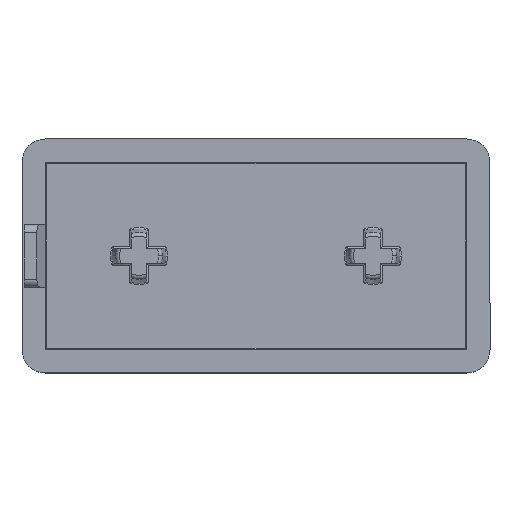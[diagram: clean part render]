
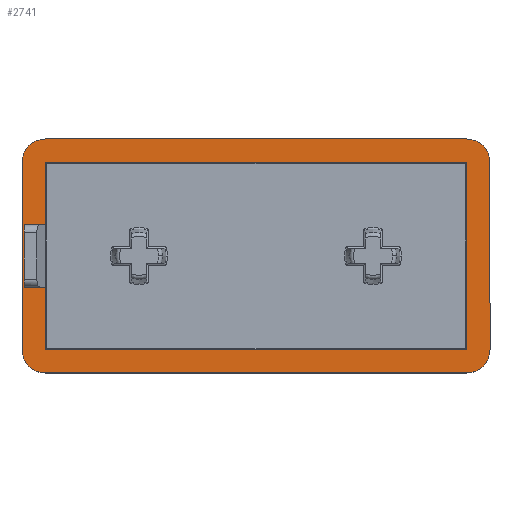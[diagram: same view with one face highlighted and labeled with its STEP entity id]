
A CAD part, top view. The second image highlights one B-rep face of the part: STEP entity #2741.
In plain terms, the highlighted planar face has unit normal (0, 0, 1).
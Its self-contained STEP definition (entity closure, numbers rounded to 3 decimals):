
#10 = CARTESIAN_POINT ( 'NONE',  ( 42., 12., 4. ) ) ;
#45 = LINE ( 'NONE', #1259, #1491 ) ;
#80 = ORIENTED_EDGE ( 'NONE', *, *, #627, .T. ) ;
#119 = LINE ( 'NONE', #246, #2730 ) ;
#121 = AXIS2_PLACEMENT_3D ( 'NONE', #1962, #451, #2212 ) ;
#126 = VERTEX_POINT ( 'NONE', #373 ) ;
#131 = LINE ( 'NONE', #3016, #300 ) ;
#177 = VERTEX_POINT ( 'NONE', #1861 ) ;
#234 = VERTEX_POINT ( 'NONE', #563 ) ;
#246 = CARTESIAN_POINT ( 'NONE',  ( -14.7, -15., 4. ) ) ;
#260 = ORIENTED_EDGE ( 'NONE', *, *, #2901, .F. ) ;
#266 = CARTESIAN_POINT ( 'NONE',  ( -12., 15., 4. ) ) ;
#280 = AXIS2_PLACEMENT_3D ( 'NONE', #433, #2198, #693 ) ;
#300 = VECTOR ( 'NONE', #1507, 1000. ) ;
#358 = CARTESIAN_POINT ( 'NONE',  ( 45., -4., 4. ) ) ;
#373 = CARTESIAN_POINT ( 'NONE',  ( -14.7, -4., 4. ) ) ;
#385 = LINE ( 'NONE', #1772, #1666 ) ;
#433 = CARTESIAN_POINT ( 'NONE',  ( -12., -12., 4. ) ) ;
#443 = EDGE_CURVE ( 'NONE', #126, #1173, #119, .T. ) ;
#451 = DIRECTION ( 'NONE',  ( 0., 0., 1. ) ) ;
#481 = EDGE_CURVE ( 'NONE', #626, #3250, #1010, .T. ) ;
#506 = VERTEX_POINT ( 'NONE', #2861 ) ;
#520 = VECTOR ( 'NONE', #1373, 1000. ) ;
#552 = DIRECTION ( 'NONE',  ( 0., 1., 0. ) ) ;
#556 = CARTESIAN_POINT ( 'NONE',  ( 42., -12., 4. ) ) ;
#563 = CARTESIAN_POINT ( 'NONE',  ( -12., 4., 4. ) ) ;
#567 = LINE ( 'NONE', #974, #1833 ) ;
#626 = VERTEX_POINT ( 'NONE', #774 ) ;
#627 = EDGE_CURVE ( 'NONE', #1646, #126, #1883, .T. ) ;
#650 = CARTESIAN_POINT ( 'NONE',  ( 42., 12., 4. ) ) ;
#671 = EDGE_CURVE ( 'NONE', #2766, #1011, #2455, .T. ) ;
#693 = DIRECTION ( 'NONE',  ( 1., 0., 0. ) ) ;
#759 = DIRECTION ( 'NONE',  ( 0., -1., 0. ) ) ;
#774 = CARTESIAN_POINT ( 'NONE',  ( 42., 12., 4. ) ) ;
#807 = DIRECTION ( 'NONE',  ( 1., 0., 0. ) ) ;
#865 = EDGE_CURVE ( 'NONE', #1646, #177, #567, .T. ) ;
#889 = CARTESIAN_POINT ( 'NONE',  ( -15., 15., 4. ) ) ;
#936 = VECTOR ( 'NONE', #1994, 1000. ) ;
#974 = CARTESIAN_POINT ( 'NONE',  ( -12., 12., 4. ) ) ;
#980 = ORIENTED_EDGE ( 'NONE', *, *, #2817, .T. ) ;
#981 = CIRCLE ( 'NONE', #2261, 3. ) ;
#1010 = LINE ( 'NONE', #3289, #936 ) ;
#1011 = VERTEX_POINT ( 'NONE', #2713 ) ;
#1022 = CARTESIAN_POINT ( 'NONE',  ( 45., -12., 4. ) ) ;
#1048 = VERTEX_POINT ( 'NONE', #2562 ) ;
#1076 = CARTESIAN_POINT ( 'NONE',  ( -12., 12., 4. ) ) ;
#1135 = VECTOR ( 'NONE', #2602, 1000. ) ;
#1143 = CARTESIAN_POINT ( 'NONE',  ( 42., 15., 4. ) ) ;
#1173 = VERTEX_POINT ( 'NONE', #1571 ) ;
#1249 = VECTOR ( 'NONE', #759, 1000. ) ;
#1259 = CARTESIAN_POINT ( 'NONE',  ( -15., -15., 4. ) ) ;
#1293 = DIRECTION ( 'NONE',  ( 0., 0., 1. ) ) ;
#1373 = DIRECTION ( 'NONE',  ( -1., 0., 0. ) ) ;
#1437 = ORIENTED_EDGE ( 'NONE', *, *, #3184, .T. ) ;
#1438 = VERTEX_POINT ( 'NONE', #3111 ) ;
#1440 = DIRECTION ( 'NONE',  ( 1., 0., 0. ) ) ;
#1449 = EDGE_CURVE ( 'NONE', #177, #1438, #2091, .T. ) ;
#1491 = VECTOR ( 'NONE', #3027, 1000. ) ;
#1507 = DIRECTION ( 'NONE',  ( 0., 1., 0. ) ) ;
#1522 = ORIENTED_EDGE ( 'NONE', *, *, #3161, .T. ) ;
#1571 = CARTESIAN_POINT ( 'NONE',  ( -14.7, 4., 4. ) ) ;
#1608 = EDGE_CURVE ( 'NONE', #1048, #1942, #2902, .T. ) ;
#1628 = CARTESIAN_POINT ( 'NONE',  ( -15., 15., 4. ) ) ;
#1646 = VERTEX_POINT ( 'NONE', #2165 ) ;
#1666 = VECTOR ( 'NONE', #3273, 1000. ) ;
#1670 = ORIENTED_EDGE ( 'NONE', *, *, #1608, .T. ) ;
#1698 = DIRECTION ( 'NONE',  ( 0., 0., 1. ) ) ;
#1724 = PLANE ( 'NONE',  #121 ) ;
#1734 = FACE_BOUND ( 'NONE', #1983, .T. ) ;
#1772 = CARTESIAN_POINT ( 'NONE',  ( 45., 4., 4. ) ) ;
#1784 = CARTESIAN_POINT ( 'NONE',  ( -12., 12., 4. ) ) ;
#1833 = VECTOR ( 'NONE', #2993, 1000. ) ;
#1843 = CARTESIAN_POINT ( 'NONE',  ( -12., -12., 4. ) ) ;
#1855 = VECTOR ( 'NONE', #552, 1000. ) ;
#1861 = CARTESIAN_POINT ( 'NONE',  ( -12., -12., 4. ) ) ;
#1883 = LINE ( 'NONE', #358, #520 ) ;
#1902 = ORIENTED_EDGE ( 'NONE', *, *, #671, .T. ) ;
#1942 = VERTEX_POINT ( 'NONE', #1143 ) ;
#1962 = CARTESIAN_POINT ( 'NONE',  ( 45., -15., 4. ) ) ;
#1983 = EDGE_LOOP ( 'NONE', ( #2811, #80, #3206, #1522, #260, #2289, #2446, #2489 ) ) ;
#1994 = DIRECTION ( 'NONE',  ( -1., 0., 0. ) ) ;
#2013 = VERTEX_POINT ( 'NONE', #2417 ) ;
#2088 = EDGE_CURVE ( 'NONE', #1011, #506, #2800, .T. ) ;
#2091 = LINE ( 'NONE', #1843, #2676 ) ;
#2123 = VECTOR ( 'NONE', #2385, 1000. ) ;
#2165 = CARTESIAN_POINT ( 'NONE',  ( -12., -4., 4. ) ) ;
#2178 = ORIENTED_EDGE ( 'NONE', *, *, #2835, .T. ) ;
#2198 = DIRECTION ( 'NONE',  ( 0., 0., 1. ) ) ;
#2212 = DIRECTION ( 'NONE',  ( 1., 0., 0. ) ) ;
#2221 = CIRCLE ( 'NONE', #3282, 3. ) ;
#2261 = AXIS2_PLACEMENT_3D ( 'NONE', #2809, #1293, #3059 ) ;
#2289 = ORIENTED_EDGE ( 'NONE', *, *, #481, .F. ) ;
#2316 = VERTEX_POINT ( 'NONE', #1022 ) ;
#2322 = DIRECTION ( 'NONE',  ( 0., 0., 1. ) ) ;
#2350 = ORIENTED_EDGE ( 'NONE', *, *, #2088, .T. ) ;
#2351 = DIRECTION ( 'NONE',  ( 1., 0., 0. ) ) ;
#2377 = EDGE_CURVE ( 'NONE', #1438, #626, #3195, .T. ) ;
#2385 = DIRECTION ( 'NONE',  ( -1., 0., 0. ) ) ;
#2417 = CARTESIAN_POINT ( 'NONE',  ( 42., -15., 4. ) ) ;
#2446 = ORIENTED_EDGE ( 'NONE', *, *, #2377, .F. ) ;
#2455 = LINE ( 'NONE', #1628, #1135 ) ;
#2489 = ORIENTED_EDGE ( 'NONE', *, *, #1449, .F. ) ;
#2534 = EDGE_CURVE ( 'NONE', #1942, #3193, #2794, .T. ) ;
#2562 = CARTESIAN_POINT ( 'NONE',  ( 45., 12., 4. ) ) ;
#2595 = LINE ( 'NONE', #1784, #1249 ) ;
#2602 = DIRECTION ( 'NONE',  ( 0., -1., 0. ) ) ;
#2676 = VECTOR ( 'NONE', #2351, 1000. ) ;
#2713 = CARTESIAN_POINT ( 'NONE',  ( -15., -12., 4. ) ) ;
#2729 = CARTESIAN_POINT ( 'NONE',  ( -15., 12., 4. ) ) ;
#2730 = VECTOR ( 'NONE', #3073, 1000. ) ;
#2741 = ADVANCED_FACE ( 'NONE', ( #2990, #1734 ), #1724, .T. ) ;
#2766 = VERTEX_POINT ( 'NONE', #2729 ) ;
#2794 = LINE ( 'NONE', #889, #2123 ) ;
#2800 = CIRCLE ( 'NONE', #280, 3. ) ;
#2809 = CARTESIAN_POINT ( 'NONE',  ( -12., 12., 4. ) ) ;
#2811 = ORIENTED_EDGE ( 'NONE', *, *, #865, .F. ) ;
#2817 = EDGE_CURVE ( 'NONE', #2316, #1048, #131, .T. ) ;
#2835 = EDGE_CURVE ( 'NONE', #506, #2013, #45, .T. ) ;
#2861 = CARTESIAN_POINT ( 'NONE',  ( -12., -15., 4. ) ) ;
#2901 = EDGE_CURVE ( 'NONE', #3250, #234, #2595, .T. ) ;
#2902 = CIRCLE ( 'NONE', #3191, 3. ) ;
#2990 = FACE_OUTER_BOUND ( 'NONE', #3159, .T. ) ;
#2993 = DIRECTION ( 'NONE',  ( 0., -1., 0. ) ) ;
#3016 = CARTESIAN_POINT ( 'NONE',  ( 45., 15., 4. ) ) ;
#3027 = DIRECTION ( 'NONE',  ( 1., 0., 0. ) ) ;
#3059 = DIRECTION ( 'NONE',  ( 1., 0., 0. ) ) ;
#3073 = DIRECTION ( 'NONE',  ( 0., 1., 0. ) ) ;
#3111 = CARTESIAN_POINT ( 'NONE',  ( 42., -12., 4. ) ) ;
#3126 = ORIENTED_EDGE ( 'NONE', *, *, #3226, .T. ) ;
#3159 = EDGE_LOOP ( 'NONE', ( #3287, #1437, #1902, #2350, #2178, #3126, #980, #1670 ) ) ;
#3161 = EDGE_CURVE ( 'NONE', #1173, #234, #385, .T. ) ;
#3184 = EDGE_CURVE ( 'NONE', #3193, #2766, #981, .T. ) ;
#3191 = AXIS2_PLACEMENT_3D ( 'NONE', #650, #1698, #1440 ) ;
#3193 = VERTEX_POINT ( 'NONE', #266 ) ;
#3195 = LINE ( 'NONE', #10, #1855 ) ;
#3206 = ORIENTED_EDGE ( 'NONE', *, *, #443, .T. ) ;
#3226 = EDGE_CURVE ( 'NONE', #2013, #2316, #2221, .T. ) ;
#3250 = VERTEX_POINT ( 'NONE', #1076 ) ;
#3273 = DIRECTION ( 'NONE',  ( 1., 0., 0. ) ) ;
#3282 = AXIS2_PLACEMENT_3D ( 'NONE', #556, #2322, #807 ) ;
#3287 = ORIENTED_EDGE ( 'NONE', *, *, #2534, .T. ) ;
#3289 = CARTESIAN_POINT ( 'NONE',  ( -12., 12., 4. ) ) ;
